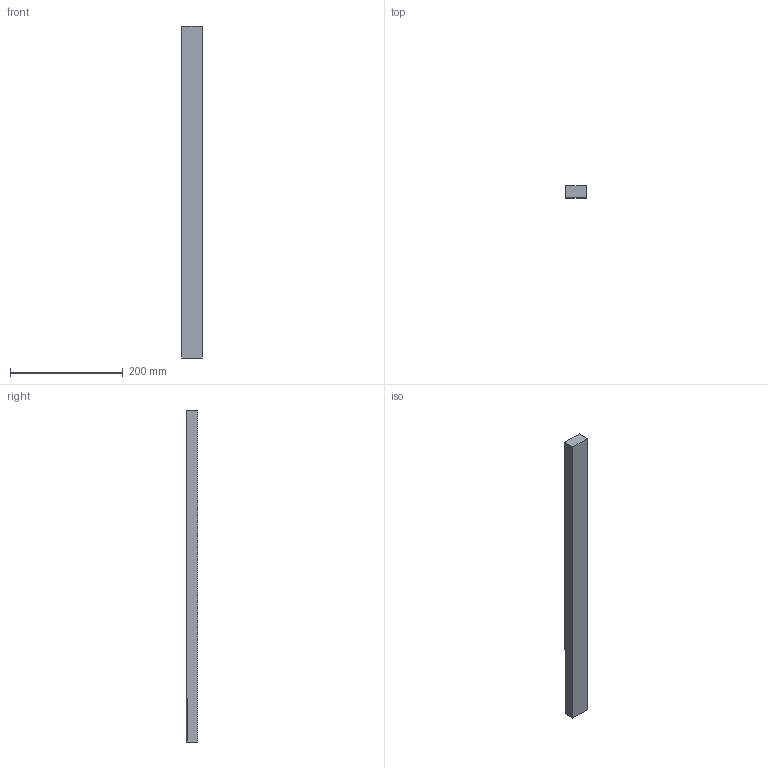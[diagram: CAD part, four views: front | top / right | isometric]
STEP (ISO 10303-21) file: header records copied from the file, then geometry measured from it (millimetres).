
FILE_DESCRIPTION (( 'STEP AP214' ), '1' );
FILE_NAME ('Fuselage Mold-top-BackTop.STEP', '2025-02-13T18:06:17', ( '' ), ( '' ), 'SwSTEP 2.0', 'SolidWorks 2024', '' );
FILE_SCHEMA (( 'AUTOMOTIVE_DESIGN' ));
Length unit declared in the file: inch
Products named in the file (1): Fuselage Mold-top-BackTop
Bounding box: 36.32 x 20.32 x 588.97 mm (x, y, z)
Volume: 434225.2 mm3; surface area: 67947.7 mm2
Topology: 1 solids, 1 shells, 8 faces, 18 edges, 12 vertices
Faces by surface type: plane 6, cylinder 2
Entity records: 249 total; most frequent: CARTESIAN_POINT 51, ORIENTED_EDGE 36, DIRECTION 32, EDGE_CURVE 18, VECTOR 14, LINE 14, VERTEX_POINT 12, AXIS2_PLACEMENT_3D 9
